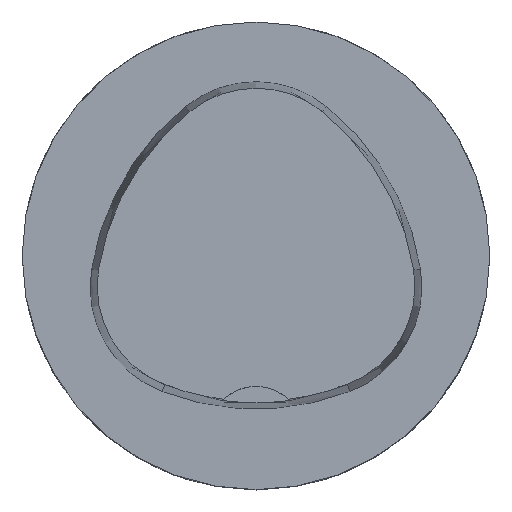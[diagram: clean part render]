
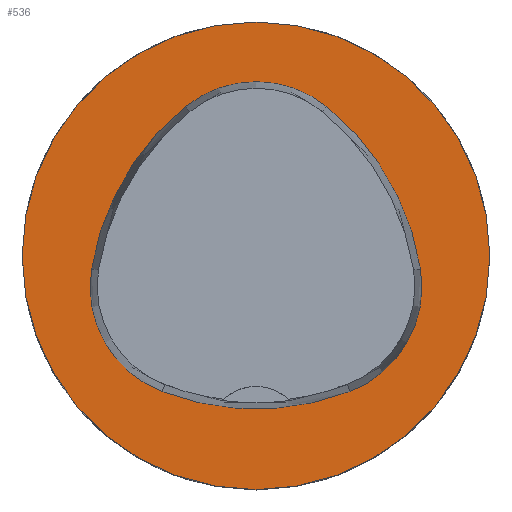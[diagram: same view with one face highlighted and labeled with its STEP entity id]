
A CAD part, top view. The second image highlights one B-rep face of the part: STEP entity #536.
In plain terms, the highlighted planar face has unit normal (0, 0, 1).
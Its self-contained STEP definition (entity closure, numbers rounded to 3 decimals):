
#219=PLANE('',#1701);
#536=ADVANCED_FACE('',(#644,#645),#219,.T.);
#644=FACE_BOUND('',#723,.T.);
#645=FACE_BOUND('',#724,.T.);
#723=EDGE_LOOP('',(#959,#960,#961,#962,#963,#964));
#724=EDGE_LOOP('',(#965));
#959=ORIENTED_EDGE('',*,*,#1485,.T.);
#960=ORIENTED_EDGE('',*,*,#1465,.T.);
#961=ORIENTED_EDGE('',*,*,#1469,.T.);
#962=ORIENTED_EDGE('',*,*,#1472,.T.);
#963=ORIENTED_EDGE('',*,*,#1475,.T.);
#964=ORIENTED_EDGE('',*,*,#1483,.T.);
#965=ORIENTED_EDGE('',*,*,#1456,.F.);
#1302=VERTEX_POINT('',#2507);
#1311=VERTEX_POINT('',#2526);
#1312=VERTEX_POINT('',#2527);
#1315=VERTEX_POINT('',#2535);
#1317=VERTEX_POINT('',#2541);
#1319=VERTEX_POINT('',#2547);
#1326=VERTEX_POINT('',#2568);
#1456=EDGE_CURVE('',#1302,#1302,#1594,.T.);
#1465=EDGE_CURVE('',#1311,#1312,#1595,.T.);
#1469=EDGE_CURVE('',#1312,#1315,#1597,.T.);
#1472=EDGE_CURVE('',#1315,#1317,#1599,.T.);
#1475=EDGE_CURVE('',#1317,#1319,#1601,.T.);
#1483=EDGE_CURVE('',#1319,#1326,#1605,.T.);
#1485=EDGE_CURVE('',#1326,#1311,#1607,.T.);
#1594=CIRCLE('',#1673,25.0);
#1595=CIRCLE('',#1679,28.0);
#1597=CIRCLE('',#1682,12.0);
#1599=CIRCLE('',#1685,28.0);
#1601=CIRCLE('',#1688,12.0);
#1605=CIRCLE('',#1693,28.0);
#1607=CIRCLE('',#1696,12.0);
#1673=AXIS2_PLACEMENT_3D('',#2506,#1930,#1931);
#1679=AXIS2_PLACEMENT_3D('',#2525,#1946,#1947);
#1682=AXIS2_PLACEMENT_3D('',#2534,#1954,#1955);
#1685=AXIS2_PLACEMENT_3D('',#2540,#1961,#1962);
#1688=AXIS2_PLACEMENT_3D('',#2546,#1968,#1969);
#1693=AXIS2_PLACEMENT_3D('',#2569,#1980,#1981);
#1696=AXIS2_PLACEMENT_3D('',#2572,#1986,#1987);
#1701=AXIS2_PLACEMENT_3D('',#2577,#1996,#1997);
#1930=DIRECTION('',(0.0,0.0,-1.0));
#1931=DIRECTION('',(-1.0,0.0,0.0));
#1946=DIRECTION('',(0.0,0.0,-1.0));
#1947=DIRECTION('',(-1.0,0.0,0.0));
#1954=DIRECTION('',(0.0,0.0,-1.0));
#1955=DIRECTION('',(-1.0,0.0,0.0));
#1961=DIRECTION('',(0.0,0.0,-1.0));
#1962=DIRECTION('',(-1.0,0.0,0.0));
#1968=DIRECTION('',(0.0,0.0,-1.0));
#1969=DIRECTION('',(-1.0,0.0,0.0));
#1980=DIRECTION('',(0.0,0.0,-1.0));
#1981=DIRECTION('',(-1.0,0.0,0.0));
#1986=DIRECTION('',(0.0,0.0,-1.0));
#1987=DIRECTION('',(-1.0,0.0,0.0));
#1996=DIRECTION('',(0.0,0.0,1.0));
#1997=DIRECTION('',(1.0,0.0,0.0));
#2506=CARTESIAN_POINT('',(0.0,0.0,0.0));
#2507=CARTESIAN_POINT('',(-25.0,0.0,0.0));
#2525=CARTESIAN_POINT('',(10.068,-5.824,0.0));
#2526=CARTESIAN_POINT('',(-17.584,-1.424,0.0));
#2527=CARTESIAN_POINT('',(-7.531,15.953,0.0));
#2534=CARTESIAN_POINT('',(0.011,6.62,0.0));
#2535=CARTESIAN_POINT('',(7.567,15.942,0.0));
#2540=CARTESIAN_POINT('',(-10.063,-5.81,0.0));
#2541=CARTESIAN_POINT('',(17.59,-1.418,0.0));
#2546=CARTESIAN_POINT('',(5.739,-3.3,0.0));
#2547=CARTESIAN_POINT('',(10.05,-14.499,0.0));
#2568=CARTESIAN_POINT('',(-10.025,-14.516,0.0));
#2569=CARTESIAN_POINT('',(-0.01,11.631,0.0));
#2572=CARTESIAN_POINT('',(-5.733,-3.31,0.0));
#2577=CARTESIAN_POINT('',(0.0,0.0,0.0));
